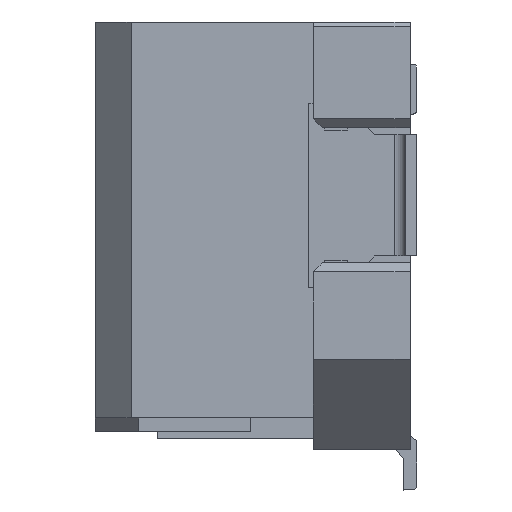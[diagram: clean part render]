
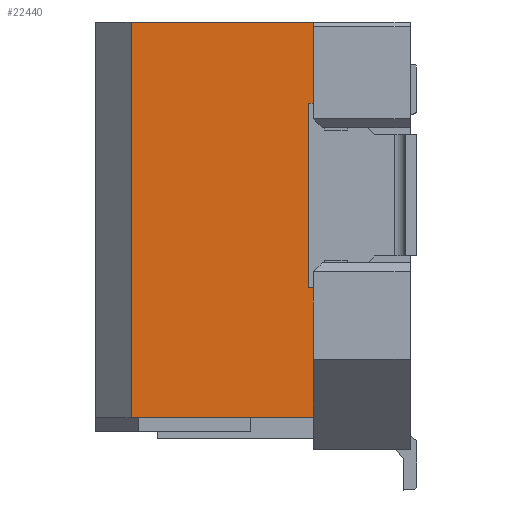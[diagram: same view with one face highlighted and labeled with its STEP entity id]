
A CAD part, left-side view. The second image highlights one B-rep face of the part: STEP entity #22440.
In plain terms, the highlighted planar face has unit normal (-1, 0, 0).
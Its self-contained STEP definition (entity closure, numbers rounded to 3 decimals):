
#20980=CARTESIAN_POINT('',(45.66,-91.45,
7.));
#20990=VERTEX_POINT('',#20980);
#21020=CARTESIAN_POINT('',(45.66,-89.97,
7.));
#21030=DIRECTION('',(0.,-1.,0.));
#21040=VECTOR('',#21030,1.);
#21050=LINE('',#21020,#21040);
#21060=CARTESIAN_POINT('',(45.66,-87.4,
7.));
#21070=VERTEX_POINT('',#21060);
#21080=EDGE_CURVE('',#21070,#20990,#21050,.T.);
#21600=CARTESIAN_POINT('',(45.66,-91.45,
5.35));
#21610=VERTEX_POINT('',#21600);
#21940=CARTESIAN_POINT('',(45.66,-91.45,
0.95));
#21950=VERTEX_POINT('',#21940);
#21980=CARTESIAN_POINT('',(45.66,-91.45,
-3.));
#21990=DIRECTION('',(0.,0.,-1.));
#22000=VECTOR('',#21990,1.);
#22010=LINE('',#21980,#22000);
#22020=EDGE_CURVE('',#21610,#21950,#22010,.T.);
#22070=CARTESIAN_POINT('',(45.66,-87.299,
7.22));
#22080=DIRECTION('',(-1.,0.,0.));
#22090=DIRECTION('',(0.,-1.,0.));
#22100=AXIS2_PLACEMENT_3D('',#22070,#22080,#22090);
#22110=PLANE('',#22100);
#22120=CARTESIAN_POINT('',(45.66,-91.45,
-3.));
#22130=DIRECTION('',(0.,-0.,1.));
#22140=VECTOR('',#22130,1.);
#22150=LINE('',#22120,#22140);
#22160=EDGE_CURVE('',#21610,#20990,#22150,.T.);
#22170=ORIENTED_EDGE('',*,*,#22160,.T.);
#22180=ORIENTED_EDGE('',*,*,#22020,.F.);
#22190=CARTESIAN_POINT('',(45.66,-91.45,
-3.));
#22200=DIRECTION('',(0.,-0.,1.));
#22210=VECTOR('',#22200,1.);
#22220=LINE('',#22190,#22210);
#22230=CARTESIAN_POINT('',(45.66,-91.45,
-1.8));
#22240=VERTEX_POINT('',#22230);
#22250=EDGE_CURVE('',#22240,#21950,#22220,.T.);
#22260=ORIENTED_EDGE('',*,*,#22250,.T.);
#22270=CARTESIAN_POINT('',(45.66,-89.97,
-1.8));
#22280=DIRECTION('',(0.,-1.,0.));
#22290=VECTOR('',#22280,1.);
#22300=LINE('',#22270,#22290);
#22310=CARTESIAN_POINT('',(45.66,-87.4,
-1.8));
#22320=VERTEX_POINT('',#22310);
#22330=EDGE_CURVE('',#22320,#22240,#22300,.T.);
#22340=ORIENTED_EDGE('',*,*,#22330,.T.);
#22350=CARTESIAN_POINT('',(45.66,-87.4,
-3.));
#22360=DIRECTION('',(0.,0.,-1.));
#22370=VECTOR('',#22360,1.);
#22380=LINE('',#22350,#22370);
#22390=EDGE_CURVE('',#21070,#22320,#22380,.T.);
#22400=ORIENTED_EDGE('',*,*,#22390,.T.);
#22410=ORIENTED_EDGE('',*,*,#21080,.F.);
#22420=EDGE_LOOP('',(#22410,#22400,#22340,#22260,#22180,#22170));
#22430=FACE_OUTER_BOUND('',#22420,.T.);
#22440=ADVANCED_FACE('',(#22430),#22110,.T.);
